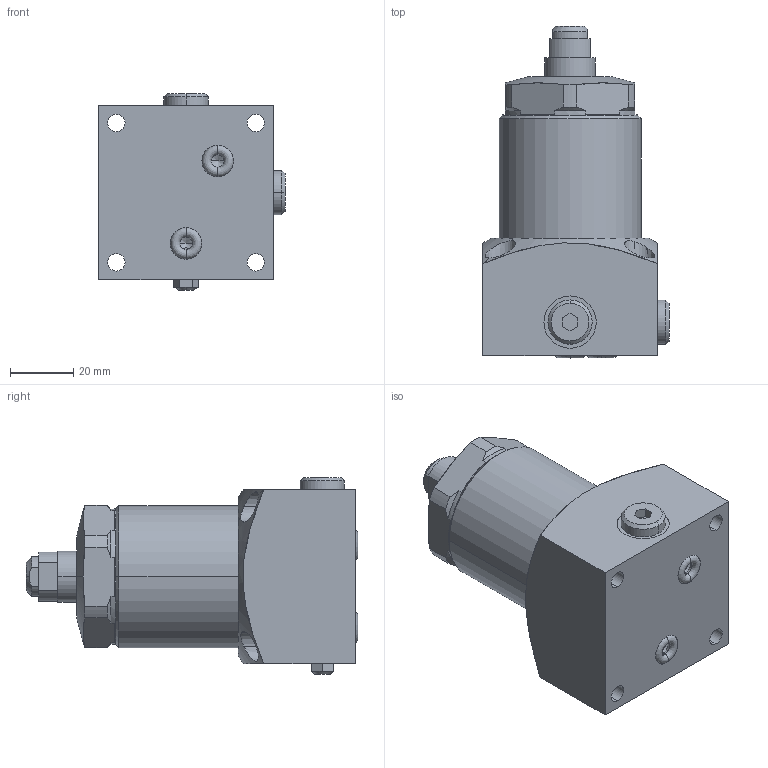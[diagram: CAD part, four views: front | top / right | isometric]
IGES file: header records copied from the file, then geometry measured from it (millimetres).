
Start section:  PTC IGES file: ilcml1051600h.igs
Global section: file name: ilcml1051600h.igs; native system: Creo Parametric by Parametric Technology Corporation; preprocessor: 2013320; author: twa; organization: Unknown; date: 20140716.102747; units: millimetre
Bounding box: 58.75 x 104.75 x 62.07 mm (x, y, z)
Surface area: 26328.2 mm2 (no closed solid volume)
Topology: 0 solids, 0 shells, 175 faces, 822 edges, 814 vertices
Faces by surface type: revolution 106, bspline 69
